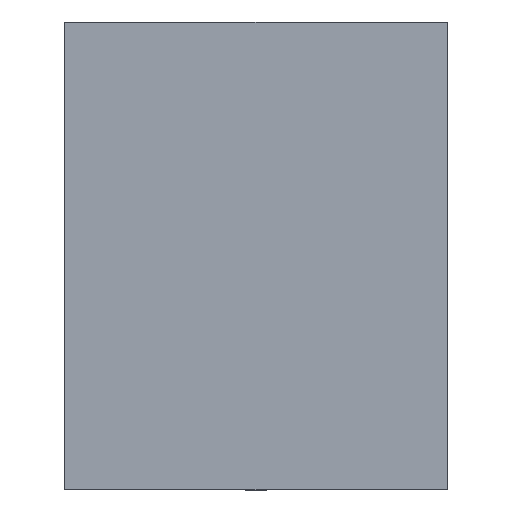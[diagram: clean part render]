
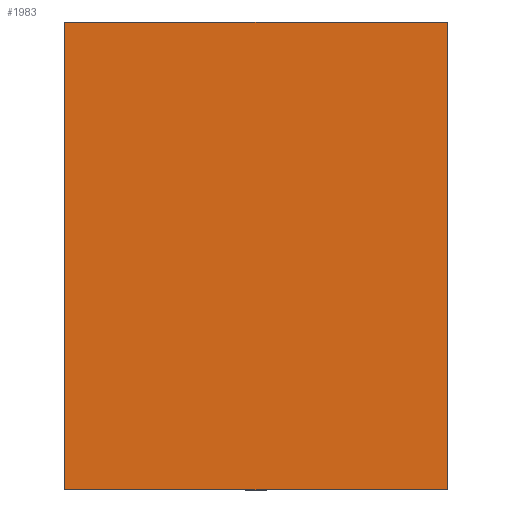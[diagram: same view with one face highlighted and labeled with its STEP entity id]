
A CAD part, front view. The second image highlights one B-rep face of the part: STEP entity #1983.
In plain terms, the highlighted planar face has unit normal (0, -1, 0).
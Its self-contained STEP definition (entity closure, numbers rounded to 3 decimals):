
#1887=CARTESIAN_POINT('',(90.0,-5.,-110.0));
#1888=VERTEX_POINT('',#1887);
#1895=CARTESIAN_POINT('',(-90.0,-5.,-110.0));
#1896=VERTEX_POINT('',#1895);
#1897=CARTESIAN_POINT('',(-90.0,-5.,-110.0));
#1898=DIRECTION('',(1.0,0.0,0.0));
#1899=VECTOR('',#1898,180.0);
#1900=LINE('',#1897,#1899);
#1901=EDGE_CURVE('',#1896,#1888,#1900,.T.);
#1924=CARTESIAN_POINT('',(-90.0,-5.,110.0));
#1925=VERTEX_POINT('',#1924);
#1934=CARTESIAN_POINT('',(-90.0,-5.,110.0));
#1935=DIRECTION('',(0.0,0.0,-1.0));
#1936=VECTOR('',#1935,220.0);
#1937=LINE('',#1934,#1936);
#1938=EDGE_CURVE('',#1925,#1896,#1937,.T.);
#1948=CARTESIAN_POINT('',(90.0,-5.,110.0));
#1949=VERTEX_POINT('',#1948);
#1956=CARTESIAN_POINT('',(90.0,-5.,-110.0));
#1957=DIRECTION('',(0.0,0.0,1.0));
#1958=VECTOR('',#1957,220.0);
#1959=LINE('',#1956,#1958);
#1960=EDGE_CURVE('',#1888,#1949,#1959,.T.);
#1967=CARTESIAN_POINT('',(90.0,-5.,0.0));
#1968=DIRECTION('',(0.0,-1.0,0.0));
#1969=DIRECTION('',(0.0,0.0,-1.0));
#1970=AXIS2_PLACEMENT_3D('',#1967,#1968,#1969);
#1971=PLANE('',#1970);
#1972=CARTESIAN_POINT('',(90.0,-5.,110.0));
#1973=DIRECTION('',(-1.0,0.0,0.0));
#1974=VECTOR('',#1973,180.0);
#1975=LINE('',#1972,#1974);
#1976=EDGE_CURVE('',#1949,#1925,#1975,.T.);
#1977=ORIENTED_EDGE('',*,*,#1976,.T.);
#1978=ORIENTED_EDGE('',*,*,#1938,.T.);
#1979=ORIENTED_EDGE('',*,*,#1901,.T.);
#1980=ORIENTED_EDGE('',*,*,#1960,.T.);
#1981=EDGE_LOOP('',(#1977,#1978,#1979,#1980));
#1982=FACE_OUTER_BOUND('',#1981,.T.);
#1983=ADVANCED_FACE('',(#1982),#1971,.T.);
